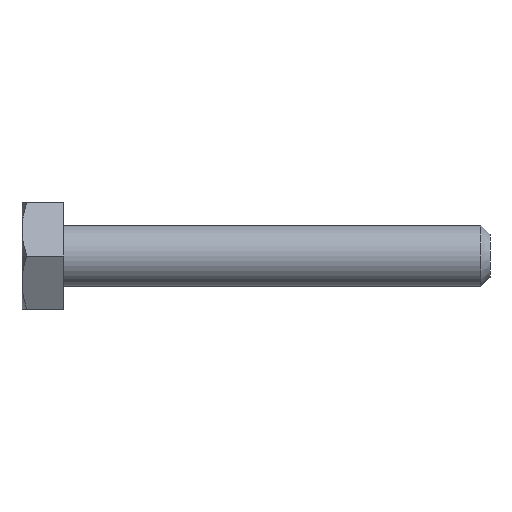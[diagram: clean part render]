
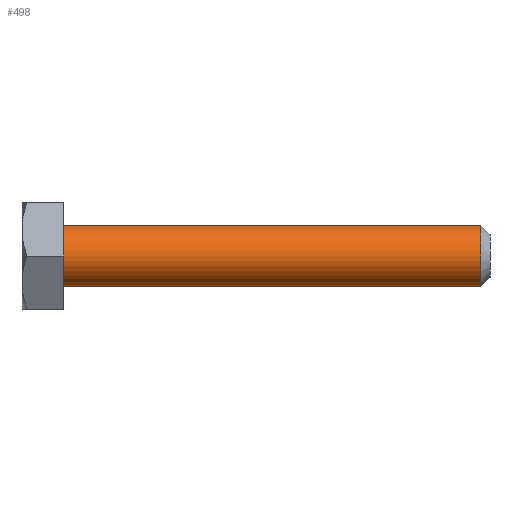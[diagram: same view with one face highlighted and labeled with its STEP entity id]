
A CAD part, front view. The second image highlights one B-rep face of the part: STEP entity #498.
In plain terms, the highlighted cylindrical face has radius 3.175 mm (diameter 6.35 mm), a partial arc.
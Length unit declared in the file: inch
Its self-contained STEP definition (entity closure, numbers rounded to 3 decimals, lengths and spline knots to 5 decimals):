
#38 = EDGE_CURVE ( 'NONE', #1105, #263, #66, .T. ) ;
#66 = LINE ( 'NONE', #1486, #1368 ) ;
#85 = DIRECTION ( 'NONE',  ( 0., 0., -1. ) ) ;
#172 = CARTESIAN_POINT ( 'NONE',  ( -0.78906, 0., 0.125 ) ) ;
#191 = VERTEX_POINT ( 'NONE', #172 ) ;
#211 = CARTESIAN_POINT ( 'NONE',  ( 0.92344, 0., 0.125 ) ) ;
#214 = DIRECTION ( 'NONE',  ( -1., 0., 0. ) ) ;
#221 = ORIENTED_EDGE ( 'NONE', *, *, #1469, .T. ) ;
#263 = VERTEX_POINT ( 'NONE', #438 ) ;
#266 = CYLINDRICAL_SURFACE ( 'NONE', #1615, 0.125 ) ;
#290 = DIRECTION ( 'NONE',  ( 0., 0., -1. ) ) ;
#334 = CARTESIAN_POINT ( 'NONE',  ( -0.78906, 0., -0.125 ) ) ;
#379 = DIRECTION ( 'NONE',  ( 1., 0., 0. ) ) ;
#408 = EDGE_LOOP ( 'NONE', ( #886, #221, #1186, #431 ) ) ;
#411 = FACE_OUTER_BOUND ( 'NONE', #408, .T. ) ;
#420 = DIRECTION ( 'NONE',  ( 1., 0., 0. ) ) ;
#431 = ORIENTED_EDGE ( 'NONE', *, *, #1023, .T. ) ;
#435 = AXIS2_PLACEMENT_3D ( 'NONE', #860, #214, #85 ) ;
#438 = CARTESIAN_POINT ( 'NONE',  ( 0.92344, 0., -0.125 ) ) ;
#490 = AXIS2_PLACEMENT_3D ( 'NONE', #1128, #614, #996 ) ;
#498 = ADVANCED_FACE ( 'NONE', ( #411 ), #266, .T. ) ;
#567 = EDGE_CURVE ( 'NONE', #191, #718, #710, .T. ) ;
#614 = DIRECTION ( 'NONE',  ( 1., 0., 0. ) ) ;
#684 = VECTOR ( 'NONE', #1192, 39.37008 ) ;
#710 = LINE ( 'NONE', #1064, #684 ) ;
#718 = VERTEX_POINT ( 'NONE', #211 ) ;
#796 = CIRCLE ( 'NONE', #490, 0.125 ) ;
#807 = CIRCLE ( 'NONE', #435, 0.125 ) ;
#860 = CARTESIAN_POINT ( 'NONE',  ( 0.92344, 0., 0. ) ) ;
#886 = ORIENTED_EDGE ( 'NONE', *, *, #567, .F. ) ;
#996 = DIRECTION ( 'NONE',  ( 0., 0., -1. ) ) ;
#1023 = EDGE_CURVE ( 'NONE', #263, #718, #807, .T. ) ;
#1064 = CARTESIAN_POINT ( 'NONE',  ( -0.78906, 0., 0.125 ) ) ;
#1105 = VERTEX_POINT ( 'NONE', #334 ) ;
#1128 = CARTESIAN_POINT ( 'NONE',  ( -0.78906, 0., 0. ) ) ;
#1186 = ORIENTED_EDGE ( 'NONE', *, *, #38, .T. ) ;
#1192 = DIRECTION ( 'NONE',  ( 1., 0., 0. ) ) ;
#1368 = VECTOR ( 'NONE', #379, 39.37008 ) ;
#1404 = CARTESIAN_POINT ( 'NONE',  ( -0.78906, 0., 0. ) ) ;
#1469 = EDGE_CURVE ( 'NONE', #191, #1105, #796, .T. ) ;
#1486 = CARTESIAN_POINT ( 'NONE',  ( -0.78906, 0., -0.125 ) ) ;
#1615 = AXIS2_PLACEMENT_3D ( 'NONE', #1404, #420, #290 ) ;
